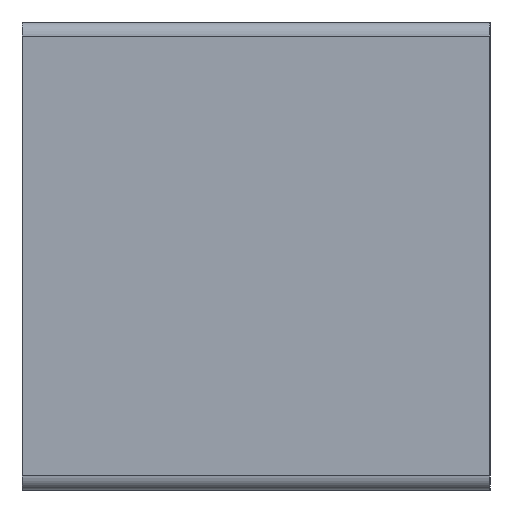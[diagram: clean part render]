
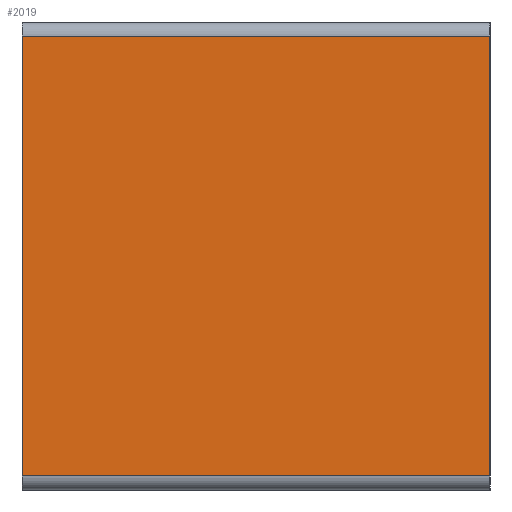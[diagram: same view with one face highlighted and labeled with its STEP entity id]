
A CAD part, left-side view. The second image highlights one B-rep face of the part: STEP entity #2019.
In plain terms, the highlighted planar face has unit normal (-1, 0, 0).
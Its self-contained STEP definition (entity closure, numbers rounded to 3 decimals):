
#850 = PLANE('',#851);
#851 = AXIS2_PLACEMENT_3D('',#852,#853,#854);
#852 = CARTESIAN_POINT('',(-0.315,-0.165,0.));
#853 = DIRECTION('',(0.,1.,0.));
#854 = DIRECTION('',(0.,0.,1.));
#1216 = PLANE('',#1217);
#1217 = AXIS2_PLACEMENT_3D('',#1218,#1219,#1220);
#1218 = CARTESIAN_POINT('',(-0.315,0.165,0.));
#1219 = DIRECTION('',(0.,1.,0.));
#1220 = DIRECTION('',(0.,0.,1.));
#1428 = VERTEX_POINT('',#1429);
#1429 = CARTESIAN_POINT('',(-0.315,-0.165,0.01));
#1448 = CYLINDRICAL_SURFACE('',#1449,0.01);
#1449 = AXIS2_PLACEMENT_3D('',#1450,#1451,#1452);
#1450 = CARTESIAN_POINT('',(-0.305,-0.165,0.01));
#1451 = DIRECTION('',(0.,1.,0.));
#1452 = DIRECTION('',(-1.,0.,0.));
#1460 = EDGE_CURVE('',#1428,#1461,#1463,.T.);
#1461 = VERTEX_POINT('',#1462);
#1462 = CARTESIAN_POINT('',(-0.315,-0.165,0.32));
#1463 = SURFACE_CURVE('',#1464,(#1468,#1475),.PCURVE_S1.);
#1464 = LINE('',#1465,#1466);
#1465 = CARTESIAN_POINT('',(-0.315,-0.165,0.));
#1466 = VECTOR('',#1467,1.);
#1467 = DIRECTION('',(0.,0.,1.));
#1468 = PCURVE('',#850,#1469);
#1469 = DEFINITIONAL_REPRESENTATION('',(#1470),#1474);
#1470 = LINE('',#1471,#1472);
#1471 = CARTESIAN_POINT('',(0.,0.));
#1472 = VECTOR('',#1473,1.);
#1473 = DIRECTION('',(1.,0.));
#1474 = ( GEOMETRIC_REPRESENTATION_CONTEXT(2) 
PARAMETRIC_REPRESENTATION_CONTEXT() REPRESENTATION_CONTEXT('2D SPACE',''
  ) );
#1475 = PCURVE('',#1476,#1481);
#1476 = PLANE('',#1477);
#1477 = AXIS2_PLACEMENT_3D('',#1478,#1479,#1480);
#1478 = CARTESIAN_POINT('',(-0.315,-0.165,0.));
#1479 = DIRECTION('',(1.,0.,0.));
#1480 = DIRECTION('',(0.,0.,1.));
#1481 = DEFINITIONAL_REPRESENTATION('',(#1482),#1486);
#1482 = LINE('',#1483,#1484);
#1483 = CARTESIAN_POINT('',(0.,0.));
#1484 = VECTOR('',#1485,1.);
#1485 = DIRECTION('',(1.,0.));
#1486 = ( GEOMETRIC_REPRESENTATION_CONTEXT(2) 
PARAMETRIC_REPRESENTATION_CONTEXT() REPRESENTATION_CONTEXT('2D SPACE',''
  ) );
#1505 = CYLINDRICAL_SURFACE('',#1506,0.01);
#1506 = AXIS2_PLACEMENT_3D('',#1507,#1508,#1509);
#1507 = CARTESIAN_POINT('',(-0.305,-0.165,0.32));
#1508 = DIRECTION('',(0.,1.,0.));
#1509 = DIRECTION('',(-1.,0.,0.));
#1789 = VERTEX_POINT('',#1790);
#1790 = CARTESIAN_POINT('',(-0.315,0.165,0.01));
#1816 = EDGE_CURVE('',#1789,#1817,#1819,.T.);
#1817 = VERTEX_POINT('',#1818);
#1818 = CARTESIAN_POINT('',(-0.315,0.165,0.32));
#1819 = SURFACE_CURVE('',#1820,(#1824,#1831),.PCURVE_S1.);
#1820 = LINE('',#1821,#1822);
#1821 = CARTESIAN_POINT('',(-0.315,0.165,0.));
#1822 = VECTOR('',#1823,1.);
#1823 = DIRECTION('',(0.,0.,1.));
#1824 = PCURVE('',#1216,#1825);
#1825 = DEFINITIONAL_REPRESENTATION('',(#1826),#1830);
#1826 = LINE('',#1827,#1828);
#1827 = CARTESIAN_POINT('',(0.,0.));
#1828 = VECTOR('',#1829,1.);
#1829 = DIRECTION('',(1.,0.));
#1830 = ( GEOMETRIC_REPRESENTATION_CONTEXT(2) 
PARAMETRIC_REPRESENTATION_CONTEXT() REPRESENTATION_CONTEXT('2D SPACE',''
  ) );
#1831 = PCURVE('',#1476,#1832);
#1832 = DEFINITIONAL_REPRESENTATION('',(#1833),#1837);
#1833 = LINE('',#1834,#1835);
#1834 = CARTESIAN_POINT('',(0.,-0.33));
#1835 = VECTOR('',#1836,1.);
#1836 = DIRECTION('',(1.,0.));
#1837 = ( GEOMETRIC_REPRESENTATION_CONTEXT(2) 
PARAMETRIC_REPRESENTATION_CONTEXT() REPRESENTATION_CONTEXT('2D SPACE',''
  ) );
#1992 = EDGE_CURVE('',#1428,#1789,#1993,.T.);
#1993 = SURFACE_CURVE('',#1994,(#1998,#2005),.PCURVE_S1.);
#1994 = LINE('',#1995,#1996);
#1995 = CARTESIAN_POINT('',(-0.315,-0.165,0.01));
#1996 = VECTOR('',#1997,1.);
#1997 = DIRECTION('',(0.,1.,0.));
#1998 = PCURVE('',#1448,#1999);
#1999 = DEFINITIONAL_REPRESENTATION('',(#2000),#2004);
#2000 = LINE('',#2001,#2002);
#2001 = CARTESIAN_POINT('',(0.,0.));
#2002 = VECTOR('',#2003,1.);
#2003 = DIRECTION('',(0.,1.));
#2004 = ( GEOMETRIC_REPRESENTATION_CONTEXT(2) 
PARAMETRIC_REPRESENTATION_CONTEXT() REPRESENTATION_CONTEXT('2D SPACE',''
  ) );
#2005 = PCURVE('',#1476,#2006);
#2006 = DEFINITIONAL_REPRESENTATION('',(#2007),#2011);
#2007 = LINE('',#2008,#2009);
#2008 = CARTESIAN_POINT('',(0.01,0.));
#2009 = VECTOR('',#2010,1.);
#2010 = DIRECTION('',(0.,-1.));
#2011 = ( GEOMETRIC_REPRESENTATION_CONTEXT(2) 
PARAMETRIC_REPRESENTATION_CONTEXT() REPRESENTATION_CONTEXT('2D SPACE',''
  ) );
#2019 = ADVANCED_FACE('',(#2020),#1476,.F.);
#2020 = FACE_BOUND('',#2021,.F.);
#2021 = EDGE_LOOP('',(#2022,#2023,#2024,#2025));
#2022 = ORIENTED_EDGE('',*,*,#1460,.F.);
#2023 = ORIENTED_EDGE('',*,*,#1992,.T.);
#2024 = ORIENTED_EDGE('',*,*,#1816,.T.);
#2025 = ORIENTED_EDGE('',*,*,#2026,.F.);
#2026 = EDGE_CURVE('',#1461,#1817,#2027,.T.);
#2027 = SURFACE_CURVE('',#2028,(#2032,#2039),.PCURVE_S1.);
#2028 = LINE('',#2029,#2030);
#2029 = CARTESIAN_POINT('',(-0.315,-0.165,0.32));
#2030 = VECTOR('',#2031,1.);
#2031 = DIRECTION('',(0.,1.,0.));
#2032 = PCURVE('',#1476,#2033);
#2033 = DEFINITIONAL_REPRESENTATION('',(#2034),#2038);
#2034 = LINE('',#2035,#2036);
#2035 = CARTESIAN_POINT('',(0.32,0.));
#2036 = VECTOR('',#2037,1.);
#2037 = DIRECTION('',(0.,-1.));
#2038 = ( GEOMETRIC_REPRESENTATION_CONTEXT(2) 
PARAMETRIC_REPRESENTATION_CONTEXT() REPRESENTATION_CONTEXT('2D SPACE',''
  ) );
#2039 = PCURVE('',#1505,#2040);
#2040 = DEFINITIONAL_REPRESENTATION('',(#2041),#2045);
#2041 = LINE('',#2042,#2043);
#2042 = CARTESIAN_POINT('',(0.,0.));
#2043 = VECTOR('',#2044,1.);
#2044 = DIRECTION('',(0.,1.));
#2045 = ( GEOMETRIC_REPRESENTATION_CONTEXT(2) 
PARAMETRIC_REPRESENTATION_CONTEXT() REPRESENTATION_CONTEXT('2D SPACE',''
  ) );
